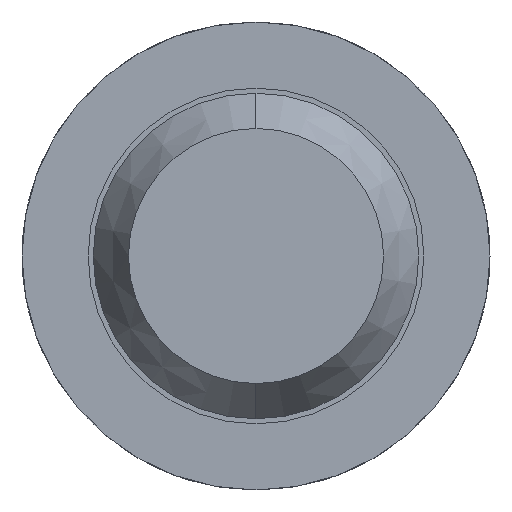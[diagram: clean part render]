
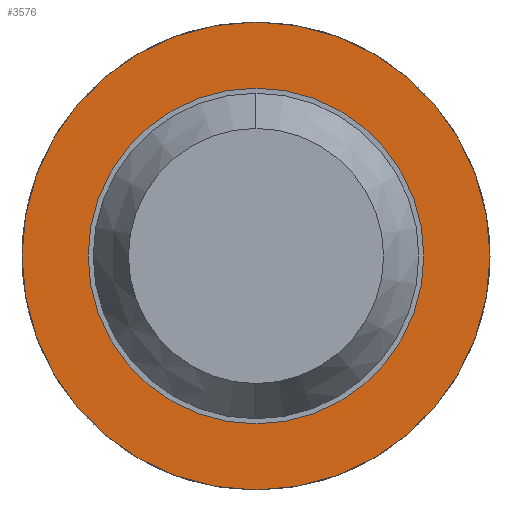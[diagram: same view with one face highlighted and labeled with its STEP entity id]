
A CAD part, front view. The second image highlights one B-rep face of the part: STEP entity #3576.
In plain terms, the highlighted planar face has unit normal (0, -1, 0).
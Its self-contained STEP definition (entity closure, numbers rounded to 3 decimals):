
#90 = VERTEX_POINT ( 'NONE', #271 ) ;
#167 = PLANE ( 'NONE',  #900 ) ;
#187 = AXIS2_PLACEMENT_3D ( 'NONE', #1430, #2415, #3697 ) ;
#195 = DIRECTION ( 'NONE',  ( 0., 0., 1. ) ) ;
#271 = CARTESIAN_POINT ( 'NONE',  ( 0., -1.7, 0.825 ) ) ;
#288 = CARTESIAN_POINT ( 'NONE',  ( 0., -1.7, 0. ) ) ;
#342 = ORIENTED_EDGE ( 'NONE', *, *, #3391, .T. ) ;
#530 = CIRCLE ( 'NONE', #187, 1.15 ) ;
#555 = EDGE_CURVE ( 'NONE', #4066, #1156, #3969, .T. ) ;
#595 = ORIENTED_EDGE ( 'NONE', *, *, #1971, .T. ) ;
#785 = EDGE_LOOP ( 'NONE', ( #1660, #2712 ) ) ;
#900 = AXIS2_PLACEMENT_3D ( 'NONE', #3053, #3029, #1794 ) ;
#1089 = AXIS2_PLACEMENT_3D ( 'NONE', #1580, #3786, #1215 ) ;
#1096 = CIRCLE ( 'NONE', #1731, 0.825 ) ;
#1156 = VERTEX_POINT ( 'NONE', #2505 ) ;
#1215 = DIRECTION ( 'NONE',  ( 0., 0., 1. ) ) ;
#1358 = EDGE_LOOP ( 'NONE', ( #595, #342 ) ) ;
#1430 = CARTESIAN_POINT ( 'NONE',  ( 0., -1.7, 0. ) ) ;
#1464 = EDGE_CURVE ( 'NONE', #1156, #4066, #530, .T. ) ;
#1580 = CARTESIAN_POINT ( 'NONE',  ( 0., -1.7, 0. ) ) ;
#1660 = ORIENTED_EDGE ( 'NONE', *, *, #555, .F. ) ;
#1731 = AXIS2_PLACEMENT_3D ( 'NONE', #288, #1899, #2854 ) ;
#1794 = DIRECTION ( 'NONE',  ( 0., 0., 1. ) ) ;
#1899 = DIRECTION ( 'NONE',  ( 0., 1., 0. ) ) ;
#1971 = EDGE_CURVE ( 'NONE', #90, #3836, #1096, .T. ) ;
#2111 = CIRCLE ( 'NONE', #3641, 0.825 ) ;
#2292 = CARTESIAN_POINT ( 'NONE',  ( 0., -1.7, -0.825 ) ) ;
#2415 = DIRECTION ( 'NONE',  ( 0., 1., 0. ) ) ;
#2505 = CARTESIAN_POINT ( 'NONE',  ( 0., -1.7, -1.15 ) ) ;
#2712 = ORIENTED_EDGE ( 'NONE', *, *, #1464, .F. ) ;
#2765 = CARTESIAN_POINT ( 'NONE',  ( 0., -1.7, 0. ) ) ;
#2854 = DIRECTION ( 'NONE',  ( 0., 0., 1. ) ) ;
#2892 = FACE_BOUND ( 'NONE', #1358, .T. ) ;
#3029 = DIRECTION ( 'NONE',  ( 0., 1., 0. ) ) ;
#3053 = CARTESIAN_POINT ( 'NONE',  ( 0.825, -1.7, 0. ) ) ;
#3067 = CARTESIAN_POINT ( 'NONE',  ( 0., -1.7, 1.15 ) ) ;
#3090 = DIRECTION ( 'NONE',  ( 0., 1., 0. ) ) ;
#3391 = EDGE_CURVE ( 'NONE', #3836, #90, #2111, .T. ) ;
#3576 = ADVANCED_FACE ( 'NONE', ( #3605, #2892 ), #167, .F. ) ;
#3605 = FACE_OUTER_BOUND ( 'NONE', #785, .T. ) ;
#3641 = AXIS2_PLACEMENT_3D ( 'NONE', #2765, #3090, #195 ) ;
#3697 = DIRECTION ( 'NONE',  ( 0., 0., 1. ) ) ;
#3786 = DIRECTION ( 'NONE',  ( 0., 1., 0. ) ) ;
#3836 = VERTEX_POINT ( 'NONE', #2292 ) ;
#3969 = CIRCLE ( 'NONE', #1089, 1.15 ) ;
#4066 = VERTEX_POINT ( 'NONE', #3067 ) ;
